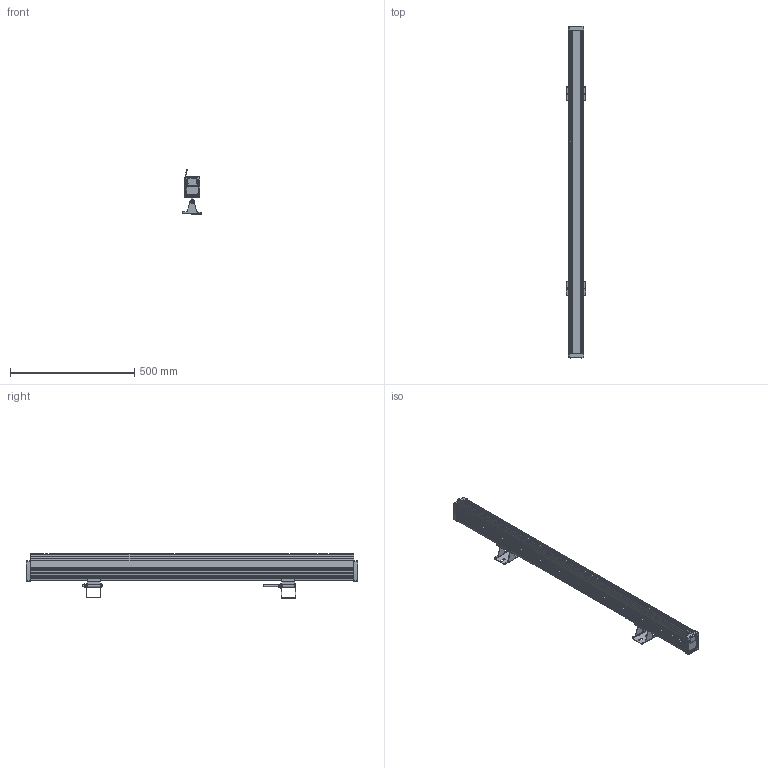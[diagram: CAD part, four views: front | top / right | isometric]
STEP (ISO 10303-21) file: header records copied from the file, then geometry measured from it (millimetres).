
FILE_DESCRIPTION(('FreeCAD Model'),'2;1');
FILE_NAME('Open CASCADE Shape Model','2025-04-30T10:15:09',('FreeCAD'),( 'FreeCAD'),'Open CASCADE STEP processor 7.6','FreeCAD','Unknown');
FILE_SCHEMA(('AUTOMOTIVE_DESIGN { 1 0 10303 214 1 1 1 1 }'));
Length unit declared in the file: millimetre
Products named in the file (1): Open CASCADE STEP translator 7.6 1
Bounding box: 80 x 1335.47 x 178.68 mm (x, y, z)
Volume: 1094297.9 mm3; surface area: 1398835.1 mm2
Topology: 12 solids, 13 shells, 557 faces, 1492 edges, 964 vertices
Faces by surface type: bspline 557
Entity records: 23607 total; most frequent: CARTESIAN_POINT 14883, ORIENTED_EDGE 2976, EDGE_CURVE 1491, B_SPLINE_CURVE_WITH_KNOTS 1107, VERTEX_POINT 964, FACE_BOUND 601, EDGE_LOOP 601, ADVANCED_FACE 557
